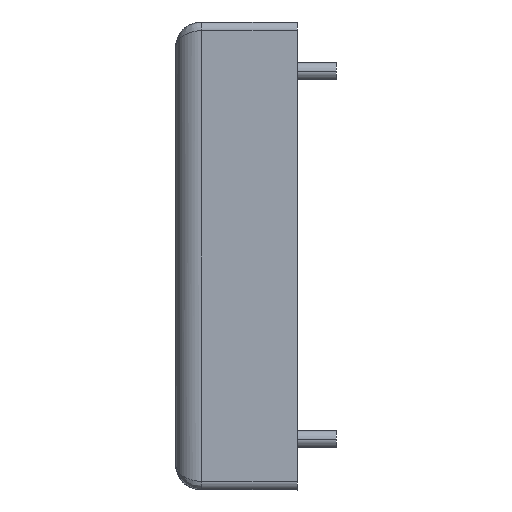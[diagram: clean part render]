
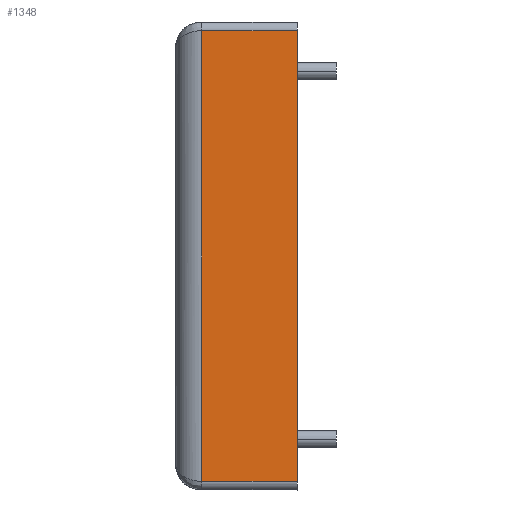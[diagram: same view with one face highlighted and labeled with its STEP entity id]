
A CAD part, left-side view. The second image highlights one B-rep face of the part: STEP entity #1348.
In plain terms, the highlighted planar face has unit normal (-1, 0, 0).
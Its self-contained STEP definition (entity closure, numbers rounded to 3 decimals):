
#261=DIRECTION('',(0.,0.,1.));
#262=VECTOR('',#261,51.8);
#263=CARTESIAN_POINT('',(-55.7,0.,-25.9));
#264=LINE('',#263,#262);
#352=DIRECTION('',(0.,0.,1.));
#353=VECTOR('',#352,51.8);
#354=CARTESIAN_POINT('',(-55.7,11.,-25.9));
#355=LINE('',#354,#353);
#356=DIRECTION('',(0.,-1.,0.));
#357=VECTOR('',#356,11.);
#358=CARTESIAN_POINT('',(-55.7,11.,25.9));
#359=LINE('',#358,#357);
#360=DIRECTION('',(0.,-1.,0.));
#361=VECTOR('',#360,11.);
#362=CARTESIAN_POINT('',(-55.7,11.,-25.9));
#363=LINE('',#362,#361);
#786=CARTESIAN_POINT('',(-55.7,0.,25.9));
#788=VERTEX_POINT('',#786);
#789=CARTESIAN_POINT('',(-55.7,0.,-25.9));
#791=VERTEX_POINT('',#789);
#801=CARTESIAN_POINT('',(-55.7,11.,-25.9));
#802=CARTESIAN_POINT('',(-55.7,11.,25.9));
#803=VERTEX_POINT('',#801);
#804=VERTEX_POINT('',#802);
#1336=CARTESIAN_POINT('',(-55.7,0.,-26.9));
#1337=DIRECTION('',(-1.,0.,0.));
#1338=DIRECTION('',(0.,0.,1.));
#1339=AXIS2_PLACEMENT_3D('',#1336,#1337,#1338);
#1340=PLANE('',#1339);
#1341=ORIENTED_EDGE('',*,*,#1327,.T.);
#1342=ORIENTED_EDGE('',*,*,#1264,.T.);
#1343=ORIENTED_EDGE('',*,*,#1022,.F.);
#1345=ORIENTED_EDGE('',*,*,#1344,.F.);
#1346=EDGE_LOOP('',(#1341,#1342,#1343,#1345));
#1347=FACE_OUTER_BOUND('',#1346,.F.);
#1348=ADVANCED_FACE('',(#1347),#1340,.T.);
#1022=EDGE_CURVE('',#791,#788,#264,.T.);
#1264=EDGE_CURVE('',#804,#788,#359,.T.);
#1327=EDGE_CURVE('',#803,#804,#355,.T.);
#1344=EDGE_CURVE('',#803,#791,#363,.T.);
